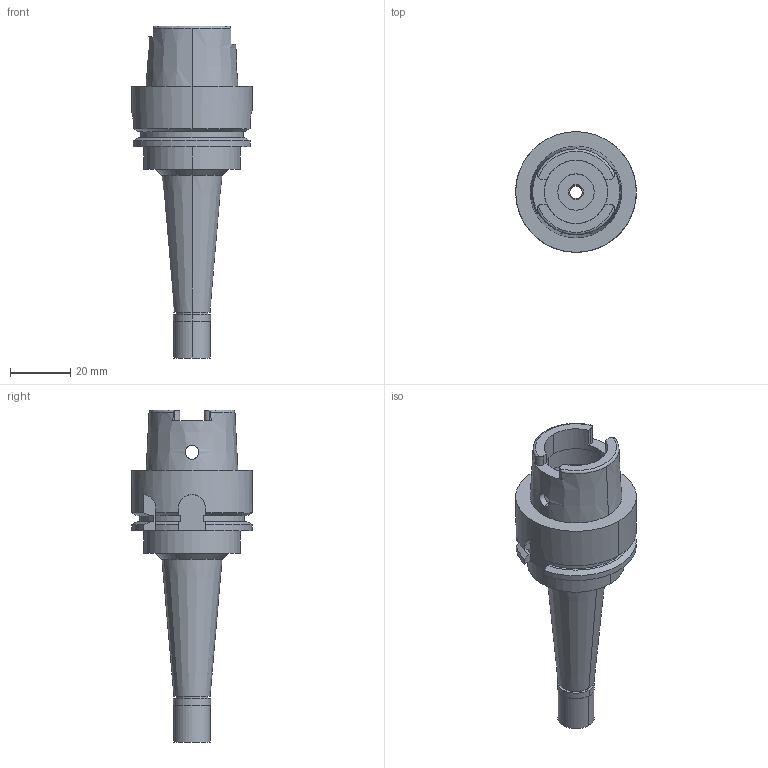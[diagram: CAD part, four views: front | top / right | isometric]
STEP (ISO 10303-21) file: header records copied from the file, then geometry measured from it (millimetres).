
FILE_DESCRIPTION (( 'STEP AP203' ), '1' );
FILE_NAME ('HSK-A40-MEGA4S-90T.stp', '2019-07-02T19:06:16', ( '' ), ( '' ), 'SwSTEP 2.0', 'SolidWorks 2019', '' );
FILE_SCHEMA (( 'CONFIG_CONTROL_DESIGN' ));
Length unit declared in the file: millimetre
Products named in the file (7): HSK-A40-MEGA4S-90T-040-FreeParts; HA40MS04090T-040_ASM.stp; HSK-A40-MEGA4S-90T_1.stp; HSK-A40-MEGA4S-90T-040.stp; MGN4S_1.stp; HSK-A40-MEGA4S-90T; DXF_TEMP_ASSY_ASM_4_ASM.stp
Assembly tree (5 placements, depth 5):
  HSK-A40-MEGA4S-90T-040-FreeParts
  HSK-A40-MEGA4S-90T
    HSK-A40-MEGA4S-90T-040.stp
      HA40MS04090T-040_ASM.stp
        DXF_TEMP_ASSY_ASM_4_ASM.stp
          HSK-A40-MEGA4S-90T_1.stp
          MGN4S_1.stp
Bounding box: 40 x 40 x 110 mm (x, y, z)
Volume: 40643.5 mm3; surface area: 14981.6 mm2
Topology: 2 solids, 2 shells, 123 faces, 311 edges, 202 vertices
Faces by surface type: cylinder 54, plane 47, cone 18, torus 4
Entity records: 5286 total; most frequent: CARTESIAN_POINT 1550, DIRECTION 671, ORIENTED_EDGE 622, EDGE_CURVE 311, AXIS2_PLACEMENT_3D 266, VERTEX_POINT 202, EDGE_LOOP 141, LINE 139
